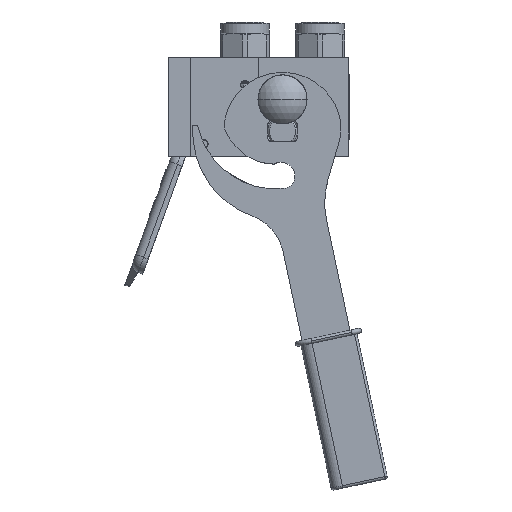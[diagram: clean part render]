
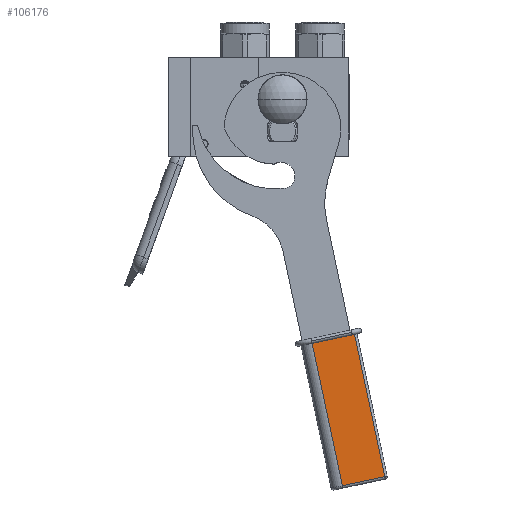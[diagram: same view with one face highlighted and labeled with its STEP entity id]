
A CAD part, front view. The second image highlights one B-rep face of the part: STEP entity #106176.
In plain terms, the highlighted face is planar.
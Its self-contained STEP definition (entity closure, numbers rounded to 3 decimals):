
#3595 = DIRECTION ( 'NONE',  ( 0., 0., -1. ) ) ;
#4233 = LINE ( 'NONE', #32409, #115555 ) ;
#5724 = VERTEX_POINT ( 'NONE', #98796 ) ;
#11065 = VECTOR ( 'NONE', #3595, 1000. ) ;
#14669 = LINE ( 'NONE', #62887, #86409 ) ;
#15648 = VERTEX_POINT ( 'NONE', #42923 ) ;
#15979 = DIRECTION ( 'NONE',  ( 1., 0., 0. ) ) ;
#19172 = CARTESIAN_POINT ( 'NONE',  ( 8., 3., 16. ) ) ;
#21778 = VERTEX_POINT ( 'NONE', #19172 ) ;
#23761 = DIRECTION ( 'NONE',  ( 0., 0., -1. ) ) ;
#24439 = VECTOR ( 'NONE', #70974, 1000. ) ;
#25377 = AXIS2_PLACEMENT_3D ( 'NONE', #25730, #15979, #110139 ) ;
#25730 = CARTESIAN_POINT ( 'NONE',  ( 8., 0., 17.5 ) ) ;
#28790 = EDGE_CURVE ( 'NONE', #15648, #21778, #34708, .T. ) ;
#29927 = EDGE_CURVE ( 'NONE', #21778, #5724, #60923, .T. ) ;
#32409 = CARTESIAN_POINT ( 'NONE',  ( 8., 92., 16. ) ) ;
#34534 = CARTESIAN_POINT ( 'NONE',  ( 8., 92., 16. ) ) ;
#34708 = LINE ( 'NONE', #34534, #24439 ) ;
#35667 = VERTEX_POINT ( 'NONE', #52575 ) ;
#35840 = DIRECTION ( 'NONE',  ( 0., 1., 0. ) ) ;
#42923 = CARTESIAN_POINT ( 'NONE',  ( 8., 92., 16. ) ) ;
#45618 = FACE_OUTER_BOUND ( 'NONE', #96438, .T. ) ;
#52575 = CARTESIAN_POINT ( 'NONE',  ( 8., 92., -10.5 ) ) ;
#60923 = LINE ( 'NONE', #88325, #11065 ) ;
#62887 = CARTESIAN_POINT ( 'NONE',  ( 8., 3., -10.5 ) ) ;
#64918 = ORIENTED_EDGE ( 'NONE', *, *, #28790, .T. ) ;
#66768 = ORIENTED_EDGE ( 'NONE', *, *, #29927, .T. ) ;
#70974 = DIRECTION ( 'NONE',  ( 0., -1., 0. ) ) ;
#72668 = ORIENTED_EDGE ( 'NONE', *, *, #117767, .F. ) ;
#76869 = ORIENTED_EDGE ( 'NONE', *, *, #95412, .T. ) ;
#86409 = VECTOR ( 'NONE', #35840, 1000. ) ;
#88325 = CARTESIAN_POINT ( 'NONE',  ( 8., 3., 16. ) ) ;
#95412 = EDGE_CURVE ( 'NONE', #5724, #35667, #14669, .T. ) ;
#96438 = EDGE_LOOP ( 'NONE', ( #72668, #64918, #66768, #76869 ) ) ;
#98796 = CARTESIAN_POINT ( 'NONE',  ( 8., 3., -10.5 ) ) ;
#106176 = ADVANCED_FACE ( 'NONE', ( #45618 ), #109319, .T. ) ;
#109319 = PLANE ( 'NONE',  #25377 ) ;
#110139 = DIRECTION ( 'NONE',  ( 0., 0., -1. ) ) ;
#115555 = VECTOR ( 'NONE', #23761, 1000. ) ;
#117767 = EDGE_CURVE ( 'NONE', #15648, #35667, #4233, .T. ) ;
